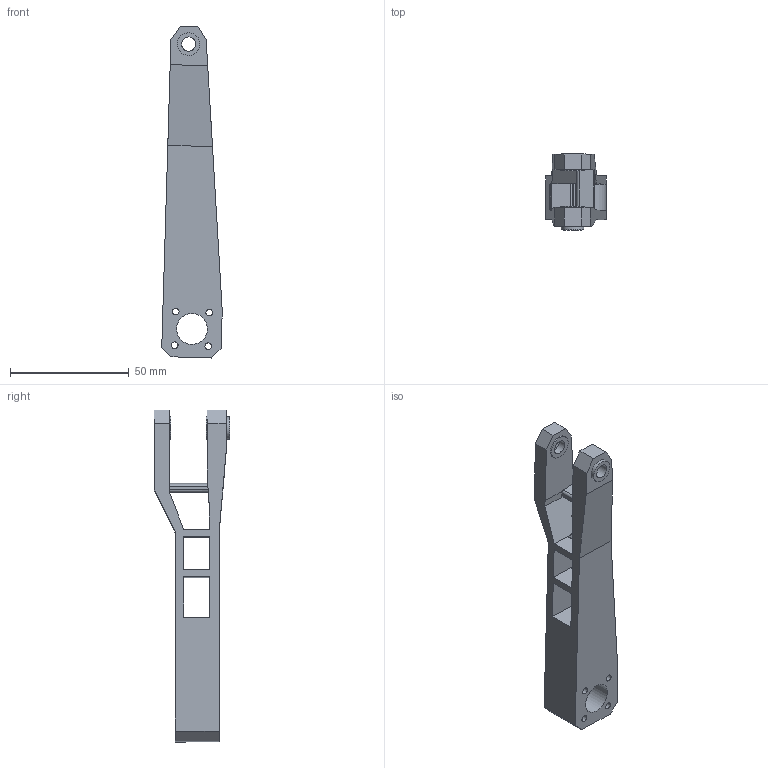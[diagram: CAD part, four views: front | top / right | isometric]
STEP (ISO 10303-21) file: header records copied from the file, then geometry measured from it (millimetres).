
FILE_DESCRIPTION(/* description */ (''),/* implementation_level */ '2;1');
FILE_NAME(/* name */ '',/* time_stamp */ '2025-07-18T09:15:09+08:00',/* author */ (''),/* organization */ (''),/* preprocessor_version */ 'ST-DEVELOPER v20.1',/* originating_system */ 'Autodesk Translation Framework v14.10.0.0',/* authorisation */ '');
FILE_SCHEMA (('AUTOMOTIVE_DESIGN { 1 0 10303 214 3 1 1 }'));
Length unit declared in the file: millimetre
Products named in the file (2): ROBOT; 零部件2
Assembly tree (1 placements, depth 2):
  ROBOT
    零部件2
Bounding box: 25.47 x 32 x 139.85 mm (x, y, z)
Volume: 31544.2 mm3; surface area: 16614.2 mm2
Topology: 1 solids, 1 shells, 74 faces, 206 edges, 135 vertices
Faces by surface type: plane 57, cylinder 17
Full cylindrical faces by diameter (mm): 2.8 x4, 6 x4, 9.5 x1, 10 x2, 13 x1, 15.6 x1
Entity records: 2452 total; most frequent: CARTESIAN_POINT 418, ORIENTED_EDGE 412, DIRECTION 398, EDGE_CURVE 206, LINE 168, VECTOR 168, VERTEX_POINT 135, AXIS2_PLACEMENT_3D 115
